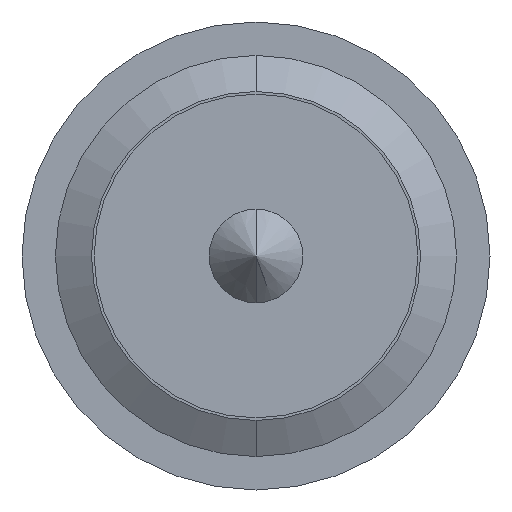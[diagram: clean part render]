
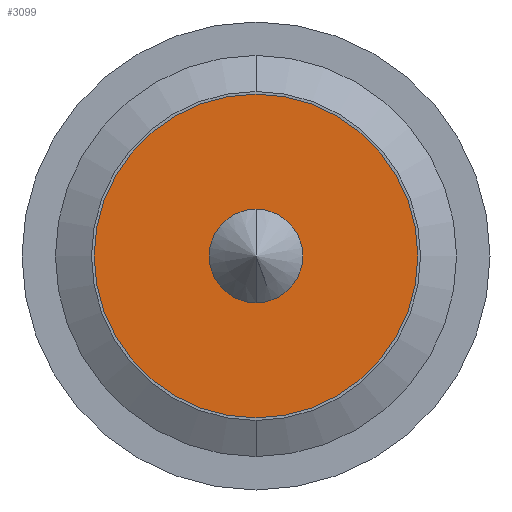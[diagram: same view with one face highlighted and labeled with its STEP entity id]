
A CAD part, front view. The second image highlights one B-rep face of the part: STEP entity #3099.
In plain terms, the highlighted planar face has unit normal (0, -1, 0).
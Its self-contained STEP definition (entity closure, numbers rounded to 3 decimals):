
#18 = DIRECTION ( 'NONE',  ( 0., 0., 1. ) ) ;
#527 = CARTESIAN_POINT ( 'NONE',  ( 0., -0.25, 0. ) ) ;
#593 = EDGE_CURVE ( 'Defeature ausgef�hrt2_29+Defeature ausgef�hrt2_30+Defeature ausgef�hrt2_30+Defeature ausgef�hrt2_30', #2079, #1552, #2002, .T. ) ;
#735 = AXIS2_PLACEMENT_3D ( 'NONE', #3720, #1868, #18 ) ;
#777 = AXIS2_PLACEMENT_3D ( 'NONE', #2035, #1474, #2734 ) ;
#1002 = EDGE_LOOP ( 'NONE', ( #3864, #2509 ) ) ;
#1107 = EDGE_CURVE ( 'Defeature ausgef�hrt2_29+Defeature ausgef�hrt2_30+Defeature ausgef�hrt2_30+Defeature ausgef�hrt2_30', #1552, #2079, #2797, .T. ) ;
#1152 = DIRECTION ( 'NONE',  ( 0., 1., 0. ) ) ;
#1177 = PLANE ( 'NONE',  #1518 ) ;
#1474 = DIRECTION ( 'NONE',  ( 0., 1., 0. ) ) ;
#1488 = AXIS2_PLACEMENT_3D ( 'NONE', #3773, #2643, #1964 ) ;
#1518 = AXIS2_PLACEMENT_3D ( 'NONE', #3613, #1152, #3336 ) ;
#1552 = VERTEX_POINT ( 'NONE', #2063 ) ;
#1723 = DIRECTION ( 'NONE',  ( 0., 1., 0. ) ) ;
#1739 = EDGE_CURVE ( 'Defeature ausgef�hrt2_30+Defeature ausgef�hrt2_32+Defeature ausgef�hrt2_32+Defeature ausgef�hrt2_32', #2789, #1741, #3181, .T. ) ;
#1741 = VERTEX_POINT ( 'NONE', #3330 ) ;
#1868 = DIRECTION ( 'NONE',  ( 0., 1., 0. ) ) ;
#1964 = DIRECTION ( 'NONE',  ( 0., 0., 1. ) ) ;
#2002 = CIRCLE ( 'NONE', #2575, 1.21 ) ;
#2035 = CARTESIAN_POINT ( 'NONE',  ( 0., -0.25, 0. ) ) ;
#2063 = CARTESIAN_POINT ( 'NONE',  ( 0., -0.25, 1.21 ) ) ;
#2079 = VERTEX_POINT ( 'NONE', #3878 ) ;
#2106 = ORIENTED_EDGE ( 'NONE', *, *, #593, .F. ) ;
#2246 = EDGE_LOOP ( 'NONE', ( #3270, #2106 ) ) ;
#2437 = FACE_BOUND ( 'NONE', #1002, .T. ) ;
#2509 = ORIENTED_EDGE ( 'NONE', *, *, #3915, .T. ) ;
#2575 = AXIS2_PLACEMENT_3D ( 'NONE', #527, #1723, #3610 ) ;
#2643 = DIRECTION ( 'NONE',  ( 0., 1., 0. ) ) ;
#2734 = DIRECTION ( 'NONE',  ( 0., 0., 1. ) ) ;
#2789 = VERTEX_POINT ( 'NONE', #3834 ) ;
#2797 = CIRCLE ( 'NONE', #1488, 1.21 ) ;
#3099 = ADVANCED_FACE ( 'Defeature ausgef�hrt2_30', ( #2437, #3301 ), #1177, .F. ) ;
#3181 = CIRCLE ( 'NONE', #777, 0.35 ) ;
#3270 = ORIENTED_EDGE ( 'NONE', *, *, #1107, .F. ) ;
#3301 = FACE_OUTER_BOUND ( 'NONE', #2246, .T. ) ;
#3330 = CARTESIAN_POINT ( 'NONE',  ( 0., -0.25, 0.35 ) ) ;
#3336 = DIRECTION ( 'NONE',  ( 0., 0., 1. ) ) ;
#3610 = DIRECTION ( 'NONE',  ( 0., 0., 1. ) ) ;
#3613 = CARTESIAN_POINT ( 'NONE',  ( 0.355, -0.25, 0. ) ) ;
#3633 = CIRCLE ( 'NONE', #735, 0.35 ) ;
#3720 = CARTESIAN_POINT ( 'NONE',  ( 0., -0.25, 0. ) ) ;
#3773 = CARTESIAN_POINT ( 'NONE',  ( 0., -0.25, 0. ) ) ;
#3834 = CARTESIAN_POINT ( 'NONE',  ( 0., -0.25, -0.35 ) ) ;
#3864 = ORIENTED_EDGE ( 'NONE', *, *, #1739, .T. ) ;
#3878 = CARTESIAN_POINT ( 'NONE',  ( 0., -0.25, -1.21 ) ) ;
#3915 = EDGE_CURVE ( 'Defeature ausgef�hrt2_30+Defeature ausgef�hrt2_32+Defeature ausgef�hrt2_32+Defeature ausgef�hrt2_32', #1741, #2789, #3633, .T. ) ;
